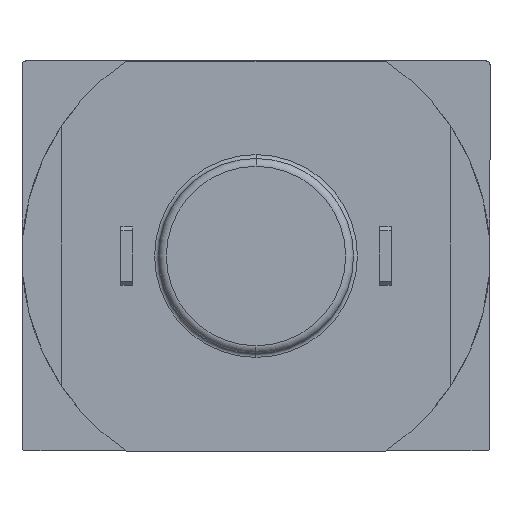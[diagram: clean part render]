
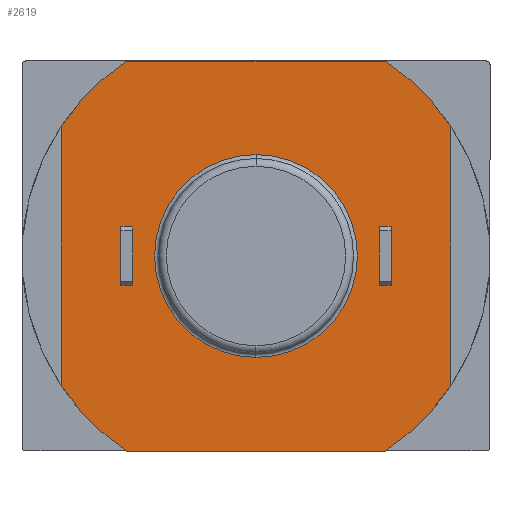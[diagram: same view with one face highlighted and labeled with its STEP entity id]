
A CAD part, front view. The second image highlights one B-rep face of the part: STEP entity #2619.
In plain terms, the highlighted planar face has unit normal (0, -1, 0).
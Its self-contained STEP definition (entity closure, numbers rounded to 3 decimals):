
#19 = EDGE_LOOP ( 'NONE', ( #575, #391 ) ) ;
#27 = EDGE_LOOP ( 'NONE', ( #562, #396, #394, #388 ) ) ;
#28 = EDGE_LOOP ( 'NONE', ( #571, #392, #579, #546, #549, #558, #561, #566 ) ) ;
#29 = EDGE_LOOP ( 'NONE', ( #547, #553, #564, #563 ) ) ;
#388 = ORIENTED_EDGE ( 'NONE', *, *, #2830, .F. ) ;
#391 = ORIENTED_EDGE ( 'NONE', *, *, #2853, .T. ) ;
#392 = ORIENTED_EDGE ( 'NONE', *, *, #2548, .T. ) ;
#394 = ORIENTED_EDGE ( 'NONE', *, *, #2844, .F. ) ;
#396 = ORIENTED_EDGE ( 'NONE', *, *, #2860, .F. ) ;
#546 = ORIENTED_EDGE ( 'NONE', *, *, #2858, .T. ) ;
#547 = ORIENTED_EDGE ( 'NONE', *, *, #2838, .F. ) ;
#549 = ORIENTED_EDGE ( 'NONE', *, *, #2840, .T. ) ;
#553 = ORIENTED_EDGE ( 'NONE', *, *, #2847, .F. ) ;
#558 = ORIENTED_EDGE ( 'NONE', *, *, #2841, .T. ) ;
#561 = ORIENTED_EDGE ( 'NONE', *, *, #2859, .T. ) ;
#562 = ORIENTED_EDGE ( 'NONE', *, *, #2834, .F. ) ;
#563 = ORIENTED_EDGE ( 'NONE', *, *, #2850, .F. ) ;
#564 = ORIENTED_EDGE ( 'NONE', *, *, #2854, .F. ) ;
#566 = ORIENTED_EDGE ( 'NONE', *, *, #2832, .T. ) ;
#571 = ORIENTED_EDGE ( 'NONE', *, *, #2845, .F. ) ;
#575 = ORIENTED_EDGE ( 'NONE', *, *, #2856, .T. ) ;
#579 = ORIENTED_EDGE ( 'NONE', *, *, #2849, .T. ) ;
#686 = VERTEX_POINT ( 'NONE', #834 ) ;
#691 = VERTEX_POINT ( 'NONE', #839 ) ;
#693 = VERTEX_POINT ( 'NONE', #841 ) ;
#695 = VERTEX_POINT ( 'NONE', #843 ) ;
#699 = VERTEX_POINT ( 'NONE', #847 ) ;
#700 = VERTEX_POINT ( 'NONE', #848 ) ;
#701 = VERTEX_POINT ( 'NONE', #849 ) ;
#702 = VERTEX_POINT ( 'NONE', #850 ) ;
#705 = VERTEX_POINT ( 'NONE', #853 ) ;
#707 = VERTEX_POINT ( 'NONE', #855 ) ;
#708 = VERTEX_POINT ( 'NONE', #856 ) ;
#710 = VERTEX_POINT ( 'NONE', #858 ) ;
#711 = VERTEX_POINT ( 'NONE', #859 ) ;
#713 = VERTEX_POINT ( 'NONE', #861 ) ;
#714 = VERTEX_POINT ( 'NONE', #862 ) ;
#719 = VERTEX_POINT ( 'NONE', #867 ) ;
#720 = VERTEX_POINT ( 'NONE', #868 ) ;
#723 = VERTEX_POINT ( 'NONE', #871 ) ;
#834 = CARTESIAN_POINT ( 'NONE',  ( -3.465, -1.5, 0.75 ) ) ;
#839 = CARTESIAN_POINT ( 'NONE',  ( -3.165, -1.5, -0.75 ) ) ;
#841 = CARTESIAN_POINT ( 'NONE',  ( 3.317, -1.5, -5. ) ) ;
#843 = CARTESIAN_POINT ( 'NONE',  ( 5., -1.5, -3.317 ) ) ;
#847 = CARTESIAN_POINT ( 'NONE',  ( -3.165, -1.5, 0.75 ) ) ;
#848 = CARTESIAN_POINT ( 'NONE',  ( 5., -1.5, 3.317 ) ) ;
#849 = CARTESIAN_POINT ( 'NONE',  ( -3.465, -1.5, -0.75 ) ) ;
#850 = CARTESIAN_POINT ( 'NONE',  ( 3.465, -1.5, 0.75 ) ) ;
#853 = CARTESIAN_POINT ( 'NONE',  ( -3.317, -1.5, -5. ) ) ;
#855 = CARTESIAN_POINT ( 'NONE',  ( -3.317, -1.5, 5. ) ) ;
#856 = CARTESIAN_POINT ( 'NONE',  ( 3.317, -1.5, 5. ) ) ;
#858 = CARTESIAN_POINT ( 'NONE',  ( 3.465, -1.5, -0.75 ) ) ;
#859 = CARTESIAN_POINT ( 'NONE',  ( -5., -1.5, 3.317 ) ) ;
#861 = CARTESIAN_POINT ( 'NONE',  ( 3.165, -1.5, -0.75 ) ) ;
#862 = CARTESIAN_POINT ( 'NONE',  ( -5., -1.5, -3.317 ) ) ;
#867 = CARTESIAN_POINT ( 'NONE',  ( 3.165, -1.5, 0.75 ) ) ;
#868 = CARTESIAN_POINT ( 'NONE',  ( 0., -1.5, 2.6 ) ) ;
#871 = CARTESIAN_POINT ( 'NONE',  ( 0., -1.5, -2.6 ) ) ;
#911 = VECTOR ( 'NONE', #2395, 1000. ) ;
#913 = AXIS2_PLACEMENT_3D ( 'NONE', #2413, #2417, #2418 ) ;
#916 = AXIS2_PLACEMENT_3D ( 'NONE', #2404, #2411, #2412 ) ;
#917 = VECTOR ( 'NONE', #2407, 1000. ) ;
#921 = VECTOR ( 'NONE', #2422, 1000. ) ;
#924 = VECTOR ( 'NONE', #2425, 1000. ) ;
#953 = VECTOR ( 'NONE', #2365, 1000. ) ;
#955 = VECTOR ( 'NONE', #2359, 1000. ) ;
#956 = AXIS2_PLACEMENT_3D ( 'NONE', #2356, #2366, #2367 ) ;
#958 = VECTOR ( 'NONE', #2347, 1000. ) ;
#961 = VECTOR ( 'NONE', #2392, 1000. ) ;
#962 = VECTOR ( 'NONE', #2386, 1000. ) ;
#965 = VECTOR ( 'NONE', #2380, 1000. ) ;
#966 = AXIS2_PLACEMENT_3D ( 'NONE', #2389, #2402, #2403 ) ;
#967 = VECTOR ( 'NONE', #2377, 1000. ) ;
#1066 = VECTOR ( 'NONE', #2335, 1000. ) ;
#1067 = AXIS2_PLACEMENT_3D ( 'NONE', #2329, #2339, #2340 ) ;
#1232 = FACE_BOUND ( 'NONE', #19, .T. ) ;
#1235 = FACE_OUTER_BOUND ( 'NONE', #28, .T. ) ;
#1237 = FACE_BOUND ( 'NONE', #27, .T. ) ;
#1238 = FACE_BOUND ( 'NONE', #29, .T. ) ;
#1243 = AXIS2_PLACEMENT_3D ( 'NONE', #1801, #1802, #1803 ) ;
#1311 = AXIS2_PLACEMENT_3D ( 'NONE', #1564, #1565, #1566 ) ;
#1564 = CARTESIAN_POINT ( 'NONE',  ( 0., -1.5, 0. ) ) ;
#1565 = DIRECTION ( 'NONE',  ( 0., -1., 0. ) ) ;
#1566 = DIRECTION ( 'NONE',  ( 0., 0., -1. ) ) ;
#1800 = PLANE ( 'NONE',  #1243 ) ;
#1801 = CARTESIAN_POINT ( 'NONE',  ( 0., -1.5, 0. ) ) ;
#1802 = DIRECTION ( 'NONE',  ( 0., -1., 0. ) ) ;
#1803 = DIRECTION ( 'NONE',  ( 0., 0., -1. ) ) ;
#2329 = CARTESIAN_POINT ( 'NONE',  ( 0., -1.5, 0. ) ) ;
#2333 = LINE ( 'NONE', #2334, #1066 ) ;
#2334 = CARTESIAN_POINT ( 'NONE',  ( 3.465, -1.5, -0.75 ) ) ;
#2335 = DIRECTION ( 'NONE',  ( 1., 0., 0. ) ) ;
#2339 = DIRECTION ( 'NONE',  ( 0., -1., 0. ) ) ;
#2340 = DIRECTION ( 'NONE',  ( 0., 0., -1. ) ) ;
#2345 = LINE ( 'NONE', #2346, #958 ) ;
#2346 = CARTESIAN_POINT ( 'NONE',  ( 3.165, -1.5, 0.75 ) ) ;
#2347 = DIRECTION ( 'NONE',  ( 0., 0., -1. ) ) ;
#2356 = CARTESIAN_POINT ( 'NONE',  ( 0., -1.5, 0. ) ) ;
#2357 = LINE ( 'NONE', #2358, #955 ) ;
#2358 = CARTESIAN_POINT ( 'NONE',  ( -3.465, -1.5, -0.75 ) ) ;
#2359 = DIRECTION ( 'NONE',  ( 1., 0., 0. ) ) ;
#2363 = LINE ( 'NONE', #2364, #953 ) ;
#2364 = CARTESIAN_POINT ( 'NONE',  ( -5., -1.5, 0. ) ) ;
#2365 = DIRECTION ( 'NONE',  ( 0., 0., -1. ) ) ;
#2366 = DIRECTION ( 'NONE',  ( 0., -1., 0. ) ) ;
#2367 = DIRECTION ( 'NONE',  ( 0., 0., -1. ) ) ;
#2375 = LINE ( 'NONE', #2376, #967 ) ;
#2376 = CARTESIAN_POINT ( 'NONE',  ( 3.465, -1.5, 0.75 ) ) ;
#2377 = DIRECTION ( 'NONE',  ( 0., 0., 1. ) ) ;
#2378 = LINE ( 'NONE', #2379, #965 ) ;
#2379 = CARTESIAN_POINT ( 'NONE',  ( 5., -1.5, 0. ) ) ;
#2380 = DIRECTION ( 'NONE',  ( 0., 0., -1. ) ) ;
#2384 = LINE ( 'NONE', #2385, #962 ) ;
#2385 = CARTESIAN_POINT ( 'NONE',  ( -3.465, -1.5, 0.75 ) ) ;
#2386 = DIRECTION ( 'NONE',  ( 0., 0., -1. ) ) ;
#2389 = CARTESIAN_POINT ( 'NONE',  ( 0., -1.5, 0. ) ) ;
#2390 = LINE ( 'NONE', #2391, #961 ) ;
#2391 = CARTESIAN_POINT ( 'NONE',  ( 0., -1.5, 5. ) ) ;
#2392 = DIRECTION ( 'NONE',  ( -1., 0., 0. ) ) ;
#2393 = LINE ( 'NONE', #2394, #911 ) ;
#2394 = CARTESIAN_POINT ( 'NONE',  ( -3.165, -1.5, 0.75 ) ) ;
#2395 = DIRECTION ( 'NONE',  ( 0., 0., 1. ) ) ;
#2402 = DIRECTION ( 'NONE',  ( 0., 1., 0. ) ) ;
#2403 = DIRECTION ( 'NONE',  ( 0., 0., -1. ) ) ;
#2404 = CARTESIAN_POINT ( 'NONE',  ( 0., -1.5, 0. ) ) ;
#2405 = LINE ( 'NONE', #2406, #917 ) ;
#2406 = CARTESIAN_POINT ( 'NONE',  ( -3.465, -1.5, 0.75 ) ) ;
#2407 = DIRECTION ( 'NONE',  ( -1., 0., 0. ) ) ;
#2411 = DIRECTION ( 'NONE',  ( 0., 1., 0. ) ) ;
#2412 = DIRECTION ( 'NONE',  ( 0., 0., -1. ) ) ;
#2413 = CARTESIAN_POINT ( 'NONE',  ( 0., -1.5, 0. ) ) ;
#2417 = DIRECTION ( 'NONE',  ( 0., -1., 0. ) ) ;
#2418 = DIRECTION ( 'NONE',  ( 0., 0., -1. ) ) ;
#2420 = LINE ( 'NONE', #2421, #921 ) ;
#2421 = CARTESIAN_POINT ( 'NONE',  ( 0., -1.5, -5. ) ) ;
#2422 = DIRECTION ( 'NONE',  ( 1., 0., 0. ) ) ;
#2423 = LINE ( 'NONE', #2424, #924 ) ;
#2424 = CARTESIAN_POINT ( 'NONE',  ( 3.465, -1.5, 0.75 ) ) ;
#2425 = DIRECTION ( 'NONE',  ( -1., 0., 0. ) ) ;
#2548 = EDGE_CURVE ( 'NONE', #700, #708, #2868, .T. ) ;
#2619 = ADVANCED_FACE ( 'NONE', ( #1232, #1237, #1235, #1238 ), #1800, .T. ) ;
#2830 = EDGE_CURVE ( 'NONE', #713, #710, #2333, .T. ) ;
#2832 = EDGE_CURVE ( 'NONE', #693, #695, #2916, .T. ) ;
#2834 = EDGE_CURVE ( 'NONE', #719, #713, #2345, .T. ) ;
#2838 = EDGE_CURVE ( 'NONE', #701, #691, #2357, .T. ) ;
#2840 = EDGE_CURVE ( 'NONE', #711, #714, #2363, .T. ) ;
#2841 = EDGE_CURVE ( 'NONE', #714, #705, #2924, .T. ) ;
#2844 = EDGE_CURVE ( 'NONE', #710, #702, #2375, .T. ) ;
#2845 = EDGE_CURVE ( 'NONE', #700, #695, #2378, .T. ) ;
#2847 = EDGE_CURVE ( 'NONE', #686, #701, #2384, .T. ) ;
#2849 = EDGE_CURVE ( 'NONE', #708, #707, #2390, .T. ) ;
#2850 = EDGE_CURVE ( 'NONE', #691, #699, #2393, .T. ) ;
#2853 = EDGE_CURVE ( 'NONE', #720, #723, #2947, .T. ) ;
#2854 = EDGE_CURVE ( 'NONE', #699, #686, #2405, .T. ) ;
#2856 = EDGE_CURVE ( 'NONE', #723, #720, #2941, .T. ) ;
#2858 = EDGE_CURVE ( 'NONE', #707, #711, #2942, .T. ) ;
#2859 = EDGE_CURVE ( 'NONE', #705, #693, #2420, .T. ) ;
#2860 = EDGE_CURVE ( 'NONE', #702, #719, #2423, .T. ) ;
#2868 = CIRCLE ( 'NONE', #1311, 6. ) ;
#2916 = CIRCLE ( 'NONE', #1067, 6. ) ;
#2924 = CIRCLE ( 'NONE', #956, 6. ) ;
#2941 = CIRCLE ( 'NONE', #916, 2.6 ) ;
#2942 = CIRCLE ( 'NONE', #913, 6. ) ;
#2947 = CIRCLE ( 'NONE', #966, 2.6 ) ;
